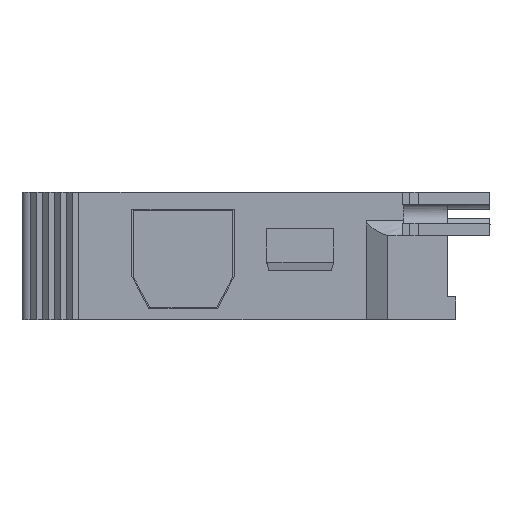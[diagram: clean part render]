
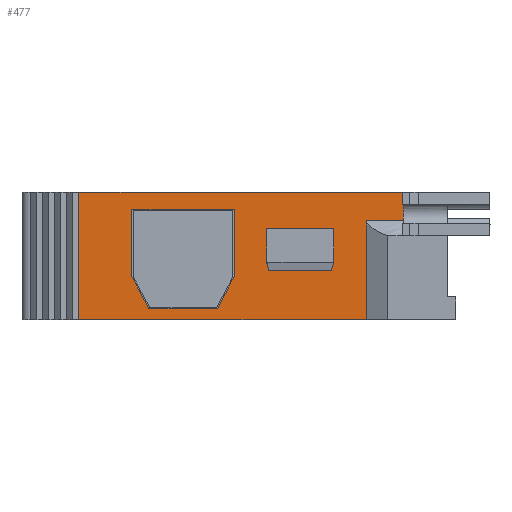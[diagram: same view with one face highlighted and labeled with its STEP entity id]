
A CAD part, left-side view. The second image highlights one B-rep face of the part: STEP entity #477.
In plain terms, the highlighted planar face has unit normal (-1, 0, 0).
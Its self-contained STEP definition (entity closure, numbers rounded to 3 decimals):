
#199=B_SPLINE_CURVE_WITH_KNOTS('',3,(#6295,#6296,#6297,#6298),
 .UNSPECIFIED.,.F.,.F.,(4,4),(0.,1.),.UNSPECIFIED.);
#272=FACE_BOUND('',#1084,.T.);
#273=FACE_BOUND('',#1085,.T.);
#274=FACE_BOUND('',#1086,.T.);
#477=ADVANCED_FACE('',(#272,#273,#274),#673,.T.);
#673=PLANE('',#4348);
#1084=EDGE_LOOP('',(#1797,#1798,#1799,#1800,#1801,#1802));
#1085=EDGE_LOOP('',(#1803,#1804,#1805,#1806));
#1086=EDGE_LOOP('',(#1807,#1808,#1809,#1810,#1811,#1812));
#1797=ORIENTED_EDGE('',*,*,#2945,.T.);
#1798=ORIENTED_EDGE('',*,*,#2936,.T.);
#1799=ORIENTED_EDGE('',*,*,#2938,.T.);
#1800=ORIENTED_EDGE('',*,*,#2940,.T.);
#1801=ORIENTED_EDGE('',*,*,#2942,.T.);
#1802=ORIENTED_EDGE('',*,*,#2944,.T.);
#1803=ORIENTED_EDGE('',*,*,#2992,.T.);
#1804=ORIENTED_EDGE('',*,*,#2990,.T.);
#1805=ORIENTED_EDGE('',*,*,#2949,.T.);
#1806=ORIENTED_EDGE('',*,*,#2983,.T.);
#1807=ORIENTED_EDGE('',*,*,#2993,.T.);
#1808=ORIENTED_EDGE('',*,*,#2994,.T.);
#1809=ORIENTED_EDGE('',*,*,#2995,.T.);
#1810=ORIENTED_EDGE('',*,*,#2996,.F.);
#1811=ORIENTED_EDGE('',*,*,#2997,.T.);
#1812=ORIENTED_EDGE('',*,*,#2998,.T.);
#2479=VERTEX_POINT('',#6152);
#2480=VERTEX_POINT('',#6154);
#2481=VERTEX_POINT('',#6158);
#2482=VERTEX_POINT('',#6162);
#2483=VERTEX_POINT('',#6166);
#2484=VERTEX_POINT('',#6170);
#2485=VERTEX_POINT('',#6176);
#2488=VERTEX_POINT('',#6181);
#2510=VERTEX_POINT('',#6260);
#2514=VERTEX_POINT('',#6287);
#2515=VERTEX_POINT('',#6293);
#2516=VERTEX_POINT('',#6294);
#2517=VERTEX_POINT('',#6299);
#2518=VERTEX_POINT('',#6301);
#2519=VERTEX_POINT('',#6303);
#2520=VERTEX_POINT('',#6305);
#2936=EDGE_CURVE('',#2479,#2480,#3452,.T.);
#2938=EDGE_CURVE('',#2480,#2481,#3454,.T.);
#2940=EDGE_CURVE('',#2481,#2482,#3456,.T.);
#2942=EDGE_CURVE('',#2482,#2483,#3458,.T.);
#2944=EDGE_CURVE('',#2483,#2484,#3460,.T.);
#2945=EDGE_CURVE('',#2484,#2479,#3461,.T.);
#2949=EDGE_CURVE('',#2485,#2488,#3463,.T.);
#2983=EDGE_CURVE('',#2488,#2510,#3494,.T.);
#2990=EDGE_CURVE('',#2514,#2485,#3499,.T.);
#2992=EDGE_CURVE('',#2510,#2514,#3500,.T.);
#2993=EDGE_CURVE('',#2515,#2516,#3501,.T.);
#2994=EDGE_CURVE('',#2516,#2517,#199,.T.);
#2995=EDGE_CURVE('',#2517,#2518,#3502,.T.);
#2996=EDGE_CURVE('',#2519,#2518,#3503,.T.);
#2997=EDGE_CURVE('',#2519,#2520,#3504,.T.);
#2998=EDGE_CURVE('',#2520,#2515,#3505,.T.);
#3452=LINE('',#6155,#3931);
#3454=LINE('',#6159,#3933);
#3456=LINE('',#6163,#3935);
#3458=LINE('',#6167,#3937);
#3460=LINE('',#6171,#3939);
#3461=LINE('',#6173,#3940);
#3463=LINE('',#6182,#3942);
#3494=LINE('',#6261,#3973);
#3499=LINE('',#6286,#3978);
#3500=LINE('',#6290,#3979);
#3501=LINE('',#6292,#3980);
#3502=LINE('',#6300,#3981);
#3503=LINE('',#6302,#3982);
#3504=LINE('',#6304,#3983);
#3505=LINE('',#6306,#3984);
#3931=VECTOR('',#4980,1.);
#3933=VECTOR('',#4984,1.);
#3935=VECTOR('',#4988,1.);
#3937=VECTOR('',#4992,1.);
#3939=VECTOR('',#4996,1.);
#3940=VECTOR('',#4999,1.);
#3942=VECTOR('',#5007,1.);
#3973=VECTOR('',#5066,1.);
#3978=VECTOR('',#5081,1.);
#3979=VECTOR('',#5086,1.);
#3980=VECTOR('',#5089,1.);
#3981=VECTOR('',#5090,1.);
#3982=VECTOR('',#5091,1.);
#3983=VECTOR('',#5092,1.);
#3984=VECTOR('',#5093,1.);
#4348=AXIS2_PLACEMENT_3D('',#6307,#5094,#5095);
#4980=DIRECTION('',(0.,0.,-1.));
#4984=DIRECTION('',(0.,0.467,-0.884));
#4988=DIRECTION('',(0.,1.,0.));
#4992=DIRECTION('',(0.,0.472,0.882));
#4996=DIRECTION('',(0.,0.,1.));
#4999=DIRECTION('',(0.,-1.,0.));
#5007=DIRECTION('',(0.,0.,-1.));
#5066=DIRECTION('',(0.,1.,0.));
#5081=DIRECTION('',(0.,-1.,0.));
#5086=DIRECTION('',(0.,0.,1.));
#5089=DIRECTION('',(0.,-1.,0.));
#5090=DIRECTION('',(0.,1.,0.));
#5091=DIRECTION('',(0.,0.,1.));
#5092=DIRECTION('',(0.,-1.,0.));
#5093=DIRECTION('',(0.,0.,1.));
#5094=DIRECTION('',(-1.,0.,0.));
#5095=DIRECTION('',(0.,-1.,0.));
#6152=CARTESIAN_POINT('',(-7.505,59.895,-110.586));
#6154=CARTESIAN_POINT('',(-7.505,59.895,-118.486));
#6155=CARTESIAN_POINT('',(-7.505,59.895,-110.586));
#6158=CARTESIAN_POINT('',(-7.505,61.849,-122.186));
#6159=CARTESIAN_POINT('',(-7.505,59.895,-118.486));
#6162=CARTESIAN_POINT('',(-7.505,69.917,-122.186));
#6163=CARTESIAN_POINT('',(-7.505,61.849,-122.186));
#6166=CARTESIAN_POINT('',(-7.505,71.895,-118.486));
#6167=CARTESIAN_POINT('',(-7.505,69.917,-122.186));
#6170=CARTESIAN_POINT('',(-7.505,71.895,-110.586));
#6171=CARTESIAN_POINT('',(-7.505,71.895,-118.486));
#6173=CARTESIAN_POINT('',(-7.505,71.895,-110.586));
#6176=CARTESIAN_POINT('',(-7.505,50.72,-112.806));
#6181=CARTESIAN_POINT('',(-7.505,50.72,-117.786));
#6182=CARTESIAN_POINT('',(-7.505,50.72,-112.806));
#6260=CARTESIAN_POINT('',(-7.505,53.52,-117.786));
#6261=CARTESIAN_POINT('',(-7.505,50.72,-117.786));
#6286=CARTESIAN_POINT('',(-7.505,53.52,-112.806));
#6287=CARTESIAN_POINT('',(-7.505,53.52,-112.806));
#6290=CARTESIAN_POINT('',(-7.505,53.52,-117.786));
#6292=CARTESIAN_POINT('',(-7.505,44.382,-111.919));
#6293=CARTESIAN_POINT('',(-7.505,44.382,-111.919));
#6294=CARTESIAN_POINT('',(-7.505,39.945,-111.919));
#6295=CARTESIAN_POINT('',(-7.505,39.945,-111.919));
#6296=CARTESIAN_POINT('',(-7.505,39.945,-110.792));
#6297=CARTESIAN_POINT('',(-7.505,39.945,-109.664));
#6298=CARTESIAN_POINT('',(-7.505,39.945,-108.536));
#6299=CARTESIAN_POINT('',(-7.505,39.945,-108.536));
#6300=CARTESIAN_POINT('',(-7.505,39.945,-108.536));
#6301=CARTESIAN_POINT('',(-7.505,78.136,-108.536));
#6302=CARTESIAN_POINT('',(-7.505,78.136,-123.536));
#6303=CARTESIAN_POINT('',(-7.505,78.136,-123.536));
#6304=CARTESIAN_POINT('',(-7.505,78.136,-123.536));
#6305=CARTESIAN_POINT('',(-7.505,44.382,-123.536));
#6306=CARTESIAN_POINT('',(-7.505,44.382,-123.536));
#6307=CARTESIAN_POINT('',(-7.505,78.236,-123.636));
